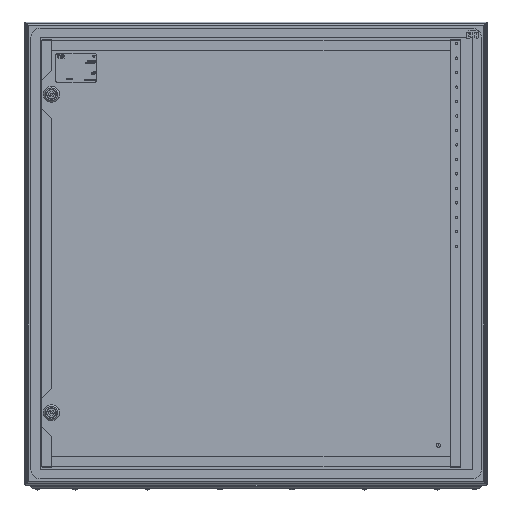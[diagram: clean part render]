
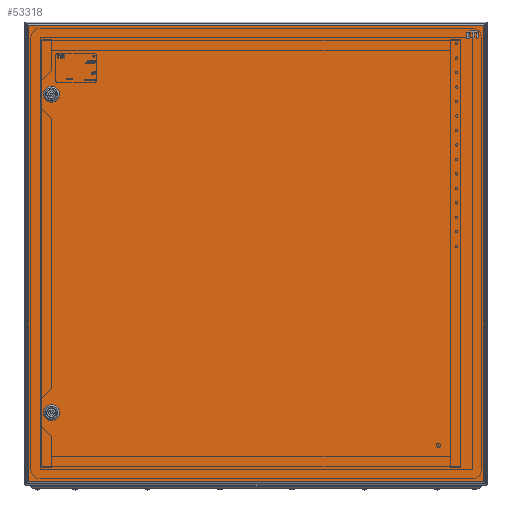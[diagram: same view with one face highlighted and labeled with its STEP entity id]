
A CAD part, front view. The second image highlights one B-rep face of the part: STEP entity #53318.
In plain terms, the highlighted face is planar.
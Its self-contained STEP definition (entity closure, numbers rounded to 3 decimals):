
#52361=DIRECTION('',(0.,1.,0.));
#52362=VECTOR('',#52361,788.4);
#52363=CARTESIAN_POINT('',(-394.5,-394.2,0.));
#52364=LINE('',#52363,#52362);
#52392=DIRECTION('',(-1.,0.,0.));
#52393=VECTOR('',#52392,789.);
#52394=CARTESIAN_POINT('',(394.5,-394.2,0.));
#52395=LINE('',#52394,#52393);
#52406=DIRECTION('',(-1.,0.,0.));
#52407=VECTOR('',#52406,10.111);
#52408=CARTESIAN_POINT('',(280.056,-363.75,0.));
#52409=LINE('',#52408,#52407);
#52413=CARTESIAN_POINT('',(275.,-353.7,0.));
#52414=DIRECTION('',(0.,0.,-1.));
#52415=DIRECTION('',(-0.449,-0.893,0.));
#52416=AXIS2_PLACEMENT_3D('',#52413,#52414,#52415);
#52421=DIRECTION('',(0.,1.,0.));
#52422=VECTOR('',#52421,10.111);
#52423=CARTESIAN_POINT('',(264.95,-358.756,0.));
#52424=LINE('',#52423,#52422);
#52428=CARTESIAN_POINT('',(275.,-353.7,0.));
#52429=DIRECTION('',(0.,0.,-1.));
#52430=DIRECTION('',(-0.893,0.449,0.));
#52431=AXIS2_PLACEMENT_3D('',#52428,#52429,#52430);
#52436=DIRECTION('',(1.,0.,0.));
#52437=VECTOR('',#52436,10.111);
#52438=CARTESIAN_POINT('',(269.944,-343.65,0.));
#52439=LINE('',#52438,#52437);
#52443=CARTESIAN_POINT('',(275.,-353.7,0.));
#52444=DIRECTION('',(0.,0.,-1.));
#52445=DIRECTION('',(0.449,0.893,0.));
#52446=AXIS2_PLACEMENT_3D('',#52443,#52444,#52445);
#52451=DIRECTION('',(0.,-1.,0.));
#52452=VECTOR('',#52451,10.111);
#52453=CARTESIAN_POINT('',(285.05,-348.644,0.));
#52454=LINE('',#52453,#52452);
#52458=CARTESIAN_POINT('',(275.,-353.7,0.));
#52459=DIRECTION('',(0.,0.,-1.));
#52460=DIRECTION('',(0.893,-0.449,0.));
#52461=AXIS2_PLACEMENT_3D('',#52458,#52459,#52460);
#52466=CARTESIAN_POINT('',(-275.,-353.7,0.));
#52467=DIRECTION('',(0.,0.,-1.));
#52468=DIRECTION('',(-0.893,0.449,0.));
#52469=AXIS2_PLACEMENT_3D('',#52466,#52467,#52468);
#52474=DIRECTION('',(1.,0.,0.));
#52475=VECTOR('',#52474,10.111);
#52476=CARTESIAN_POINT('',(-280.056,-343.65,0.));
#52477=LINE('',#52476,#52475);
#52481=CARTESIAN_POINT('',(-275.,-353.7,0.));
#52482=DIRECTION('',(0.,0.,-1.));
#52483=DIRECTION('',(0.449,0.893,0.));
#52484=AXIS2_PLACEMENT_3D('',#52481,#52482,#52483);
#52489=DIRECTION('',(0.,-1.,0.));
#52490=VECTOR('',#52489,10.111);
#52491=CARTESIAN_POINT('',(-264.95,-348.644,0.));
#52492=LINE('',#52491,#52490);
#52496=CARTESIAN_POINT('',(-275.,-353.7,0.));
#52497=DIRECTION('',(0.,0.,-1.));
#52498=DIRECTION('',(0.893,-0.449,0.));
#52499=AXIS2_PLACEMENT_3D('',#52496,#52497,#52498);
#52504=DIRECTION('',(-1.,0.,0.));
#52505=VECTOR('',#52504,10.111);
#52506=CARTESIAN_POINT('',(-269.944,-363.75,0.));
#52507=LINE('',#52506,#52505);
#52511=CARTESIAN_POINT('',(-275.,-353.7,0.));
#52512=DIRECTION('',(0.,0.,-1.));
#52513=DIRECTION('',(-0.449,-0.893,0.));
#52514=AXIS2_PLACEMENT_3D('',#52511,#52512,#52513);
#52519=DIRECTION('',(0.,1.,0.));
#52520=VECTOR('',#52519,10.111);
#52521=CARTESIAN_POINT('',(-285.05,-358.756,0.));
#52522=LINE('',#52521,#52520);
#52526=DIRECTION('',(0.,-1.,0.));
#52527=VECTOR('',#52526,788.4);
#52528=CARTESIAN_POINT('',(394.5,394.2,0.));
#52529=LINE('',#52528,#52527);
#52595=DIRECTION('',(1.,0.,0.));
#52596=VECTOR('',#52595,789.);
#52597=CARTESIAN_POINT('',(-394.5,394.2,0.));
#52598=LINE('',#52597,#52596);
#52882=CARTESIAN_POINT('',(-394.5,-394.2,0.));
#52883=VERTEX_POINT('',#52882);
#52884=CARTESIAN_POINT('',(-394.5,394.2,0.));
#52885=VERTEX_POINT('',#52884);
#52886=CARTESIAN_POINT('',(394.5,-394.2,0.));
#52887=VERTEX_POINT('',#52886);
#52888=CARTESIAN_POINT('',(394.5,394.2,0.));
#52889=VERTEX_POINT('',#52888);
#52890=CARTESIAN_POINT('',(280.056,-363.75,0.));
#52891=CARTESIAN_POINT('',(269.944,-363.75,0.));
#52892=VERTEX_POINT('',#52890);
#52893=VERTEX_POINT('',#52891);
#52894=CARTESIAN_POINT('',(264.95,-358.756,0.));
#52895=VERTEX_POINT('',#52894);
#52896=CARTESIAN_POINT('',(264.95,-348.644,0.));
#52897=VERTEX_POINT('',#52896);
#52898=CARTESIAN_POINT('',(269.944,-343.65,0.));
#52899=VERTEX_POINT('',#52898);
#52900=CARTESIAN_POINT('',(280.056,-343.65,0.));
#52901=VERTEX_POINT('',#52900);
#52902=CARTESIAN_POINT('',(285.05,-348.644,0.));
#52903=VERTEX_POINT('',#52902);
#52904=CARTESIAN_POINT('',(285.05,-358.756,0.));
#52905=VERTEX_POINT('',#52904);
#52906=CARTESIAN_POINT('',(-285.05,-348.644,0.));
#52907=CARTESIAN_POINT('',(-280.056,-343.65,0.));
#52908=VERTEX_POINT('',#52906);
#52909=VERTEX_POINT('',#52907);
#52910=CARTESIAN_POINT('',(-269.944,-343.65,0.));
#52911=VERTEX_POINT('',#52910);
#52912=CARTESIAN_POINT('',(-264.95,-348.644,0.));
#52913=VERTEX_POINT('',#52912);
#52914=CARTESIAN_POINT('',(-264.95,-358.756,0.));
#52915=VERTEX_POINT('',#52914);
#52916=CARTESIAN_POINT('',(-269.944,-363.75,0.));
#52917=VERTEX_POINT('',#52916);
#52918=CARTESIAN_POINT('',(-280.056,-363.75,0.));
#52919=VERTEX_POINT('',#52918);
#52920=CARTESIAN_POINT('',(-285.05,-358.756,0.));
#52921=VERTEX_POINT('',#52920);
#53269=CARTESIAN_POINT('',(0.,0.,0.));
#53270=DIRECTION('',(0.,0.,-1.));
#53271=DIRECTION('',(-1.,0.,0.));
#53272=AXIS2_PLACEMENT_3D('',#53269,#53270,#53271);
#53273=PLANE('',#53272);
#53275=ORIENTED_EDGE('',*,*,#53274,.F.);
#53277=ORIENTED_EDGE('',*,*,#53276,.F.);
#53278=ORIENTED_EDGE('',*,*,#53236,.F.);
#53279=ORIENTED_EDGE('',*,*,#53260,.F.);
#53280=EDGE_LOOP('',(#53275,#53277,#53278,#53279));
#53281=FACE_OUTER_BOUND('',#53280,.F.);
#53283=ORIENTED_EDGE('',*,*,#53282,.T.);
#53285=ORIENTED_EDGE('',*,*,#53284,.T.);
#53287=ORIENTED_EDGE('',*,*,#53286,.T.);
#53289=ORIENTED_EDGE('',*,*,#53288,.T.);
#53291=ORIENTED_EDGE('',*,*,#53290,.T.);
#53293=ORIENTED_EDGE('',*,*,#53292,.T.);
#53295=ORIENTED_EDGE('',*,*,#53294,.T.);
#53297=ORIENTED_EDGE('',*,*,#53296,.T.);
#53298=EDGE_LOOP('',(#53283,#53285,#53287,#53289,#53291,#53293,#53295,#53297));
#53299=FACE_BOUND('',#53298,.F.);
#53301=ORIENTED_EDGE('',*,*,#53300,.T.);
#53303=ORIENTED_EDGE('',*,*,#53302,.T.);
#53305=ORIENTED_EDGE('',*,*,#53304,.T.);
#53307=ORIENTED_EDGE('',*,*,#53306,.T.);
#53309=ORIENTED_EDGE('',*,*,#53308,.T.);
#53311=ORIENTED_EDGE('',*,*,#53310,.T.);
#53313=ORIENTED_EDGE('',*,*,#53312,.T.);
#53315=ORIENTED_EDGE('',*,*,#53314,.T.);
#53316=EDGE_LOOP('',(#53301,#53303,#53305,#53307,#53309,#53311,#53313,#53315));
#53317=FACE_BOUND('',#53316,.F.);
#52417=CIRCLE('',#52416,11.25);
#52432=CIRCLE('',#52431,11.25);
#52447=CIRCLE('',#52446,11.25);
#52462=CIRCLE('',#52461,11.25);
#52470=CIRCLE('',#52469,11.25);
#52485=CIRCLE('',#52484,11.25);
#52500=CIRCLE('',#52499,11.25);
#52515=CIRCLE('',#52514,11.25);
#53236=EDGE_CURVE('',#52883,#52885,#52364,.T.);
#53260=EDGE_CURVE('',#52887,#52883,#52395,.T.);
#53274=EDGE_CURVE('',#52889,#52887,#52529,.T.);
#53276=EDGE_CURVE('',#52885,#52889,#52598,.T.);
#53282=EDGE_CURVE('',#52892,#52893,#52409,.T.);
#53284=EDGE_CURVE('',#52893,#52895,#52417,.T.);
#53286=EDGE_CURVE('',#52895,#52897,#52424,.T.);
#53288=EDGE_CURVE('',#52897,#52899,#52432,.T.);
#53290=EDGE_CURVE('',#52899,#52901,#52439,.T.);
#53292=EDGE_CURVE('',#52901,#52903,#52447,.T.);
#53294=EDGE_CURVE('',#52903,#52905,#52454,.T.);
#53296=EDGE_CURVE('',#52905,#52892,#52462,.T.);
#53300=EDGE_CURVE('',#52908,#52909,#52470,.T.);
#53302=EDGE_CURVE('',#52909,#52911,#52477,.T.);
#53304=EDGE_CURVE('',#52911,#52913,#52485,.T.);
#53306=EDGE_CURVE('',#52913,#52915,#52492,.T.);
#53308=EDGE_CURVE('',#52915,#52917,#52500,.T.);
#53310=EDGE_CURVE('',#52917,#52919,#52507,.T.);
#53312=EDGE_CURVE('',#52919,#52921,#52515,.T.);
#53314=EDGE_CURVE('',#52921,#52908,#52522,.T.);
#53318=ADVANCED_FACE('',(#53281,#53299,#53317),#53273,.T.);
